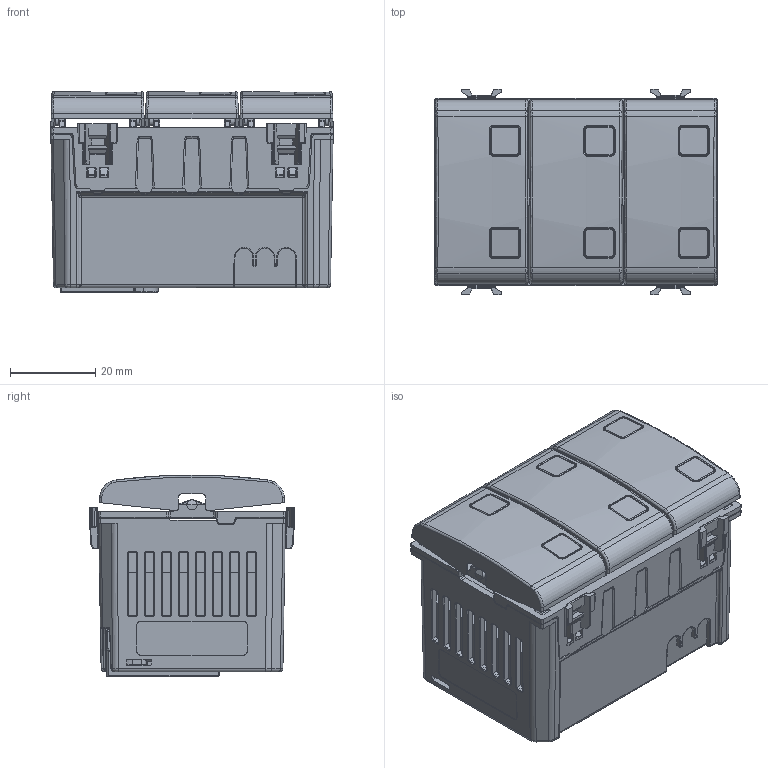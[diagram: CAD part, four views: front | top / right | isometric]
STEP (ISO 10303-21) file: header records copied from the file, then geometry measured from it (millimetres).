
FILE_DESCRIPTION(('CATIA V5 STEP Exchange','CAx-IF Rec.Pracs.--- Model Styling and Organization---1.4--- 2014-01-23'),'2;1');
FILE_NAME('GW10783A.stp','2024-02-13T13:37:08+00:00',('none'),('none'),'CATIA Version 5-6 Release 2019 SP6','CATIA V5 STEP AP214 v1','none');
FILE_SCHEMA(('AUTOMOTIVE_DESIGN { 1 0 10303 214 1 1 1 1 }'));
Products named in the file (1): GW10783A
Bounding box: 66.41 x 48.25 x 47.33 mm (x, y, z)
Volume: 72705.9 mm3; surface area: 34999.2 mm2
Topology: 10 solids, 10 shells, 3168 faces, 8156 edges, 4882 vertices
Faces by surface type: cylinder 1223, plane 970, bspline 836, sphere 91, torus 24, revolution 15, cone 9
Entity records: 137678 total; most frequent: CARTESIAN_POINT 70748, ORIENTED_EDGE 16074, DIRECTION 8050, EDGE_CURVE 8037, VERTEX_POINT 4882, VECTOR 3958, LINE 3958, EDGE_LOOP 3261
